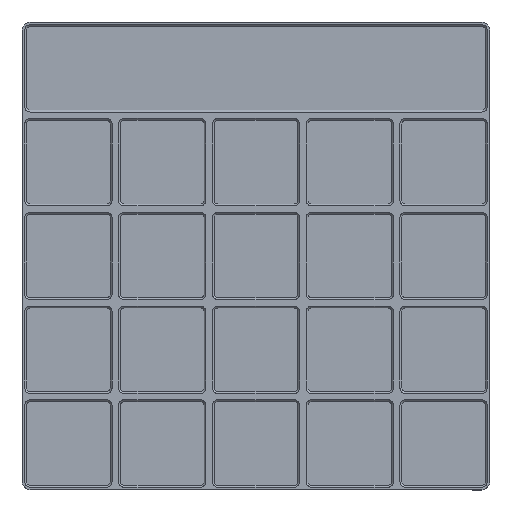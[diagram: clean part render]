
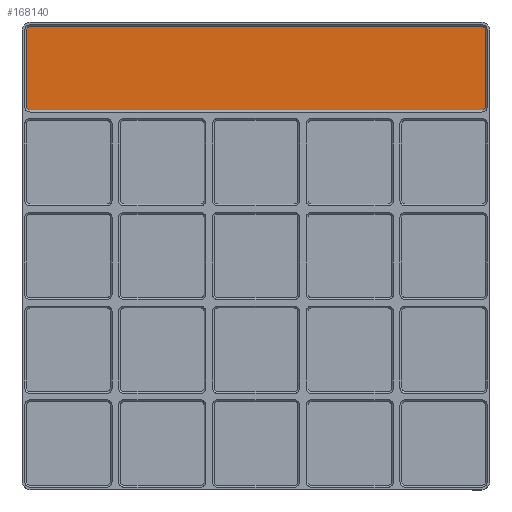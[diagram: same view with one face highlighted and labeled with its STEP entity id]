
A CAD part, top view. The second image highlights one B-rep face of the part: STEP entity #168140.
In plain terms, the highlighted planar face has unit normal (0, 0, 1).
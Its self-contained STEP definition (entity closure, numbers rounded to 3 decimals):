
#30750=CARTESIAN_POINT('',(291.75,289.,7.));
#30760=DIRECTION('',(0.,-1.,0.));
#30770=VECTOR('',#30760,1.);
#30780=LINE('',#30750,#30770);
#30790=CARTESIAN_POINT('',(291.75,290.15,7.));
#30800=VERTEX_POINT('',#30790);
#30810=CARTESIAN_POINT('',(291.75,255.85,7.));
#30820=VERTEX_POINT('',#30810);
#30830=EDGE_CURVE('',#30800,#30820,#30780,.T.);
#44710=CARTESIAN_POINT('',(290.15,291.75,7.));
#44720=VERTEX_POINT('',#44710);
#44750=CARTESIAN_POINT('',(257.,291.75,7.));
#44760=DIRECTION('',(1.,0.,0.));
#44770=VECTOR('',#44760,1.);
#44780=LINE('',#44750,#44770);
#44790=CARTESIAN_POINT('',(87.85,291.75,7.));
#44800=VERTEX_POINT('',#44790);
#44810=EDGE_CURVE('',#44800,#44720,#44780,.T.);
#45880=CARTESIAN_POINT('',(290.15,290.15,7.));
#45890=DIRECTION('',(0.,0.,-1.));
#45900=DIRECTION('',(-1.,0.,0.));
#45910=AXIS2_PLACEMENT_3D('',#45880,#45890,#45900);
#45920=CIRCLE('',#45910,1.6);
#45930=EDGE_CURVE('',#44720,#30800,#45920,.T.);
#46170=CARTESIAN_POINT('',(290.15,254.25,7.));
#46180=VERTEX_POINT('',#46170);
#46210=CARTESIAN_POINT('',(290.15,255.85,7.));
#46220=DIRECTION('',(0.,0.,-1.));
#46230=DIRECTION('',(-1.,0.,0.));
#46240=AXIS2_PLACEMENT_3D('',#46210,#46220,#46230);
#46250=CIRCLE('',#46240,1.6);
#46260=EDGE_CURVE('',#30820,#46180,#46250,.T.);
#167710=CARTESIAN_POINT('',(105.,273.,7.));
#167720=DIRECTION('',(0.,0.,1.));
#167730=DIRECTION('',(1.,0.,0.));
#167740=AXIS2_PLACEMENT_3D('',#167710,#167720,#167730);
#167750=PLANE('',#167740);
#167760=CARTESIAN_POINT('',(87.85,290.15,7.));
#167770=DIRECTION('',(0.,0.,-1.));
#167780=DIRECTION('',(-1.,0.,0.));
#167790=AXIS2_PLACEMENT_3D('',#167760,#167770,#167780);
#167800=CIRCLE('',#167790,1.6);
#167810=CARTESIAN_POINT('',(86.25,290.15,7.));
#167820=VERTEX_POINT('',#167810);
#167830=EDGE_CURVE('',#167820,#44800,#167800,.T.);
#167840=ORIENTED_EDGE('',*,*,#167830,.F.);
#167850=ORIENTED_EDGE('',*,*,#44810,.F.);
#167860=ORIENTED_EDGE('',*,*,#45930,.F.);
#167870=ORIENTED_EDGE('',*,*,#30830,.F.);
#167880=ORIENTED_EDGE('',*,*,#46260,.F.);
#167890=CARTESIAN_POINT('',(121.,254.25,7.));
#167900=DIRECTION('',(-1.,0.,0.));
#167910=VECTOR('',#167900,1.);
#167920=LINE('',#167890,#167910);
#167930=CARTESIAN_POINT('',(87.85,254.25,7.));
#167940=VERTEX_POINT('',#167930);
#167950=EDGE_CURVE('',#46180,#167940,#167920,.T.);
#167960=ORIENTED_EDGE('',*,*,#167950,.F.);
#167970=CARTESIAN_POINT('',(87.85,255.85,7.));
#167980=DIRECTION('',(0.,0.,-1.));
#167990=DIRECTION('',(-1.,0.,0.));
#168000=AXIS2_PLACEMENT_3D('',#167970,#167980,#167990);
#168010=CIRCLE('',#168000,1.6);
#168020=CARTESIAN_POINT('',(86.25,255.85,7.));
#168030=VERTEX_POINT('',#168020);
#168040=EDGE_CURVE('',#167940,#168030,#168010,.T.);
#168050=ORIENTED_EDGE('',*,*,#168040,.F.);
#168060=CARTESIAN_POINT('',(86.25,257.,7.));
#168070=DIRECTION('',(0.,1.,0.));
#168080=VECTOR('',#168070,1.);
#168090=LINE('',#168060,#168080);
#168100=EDGE_CURVE('',#168030,#167820,#168090,.T.);
#168110=ORIENTED_EDGE('',*,*,#168100,.F.);
#168120=EDGE_LOOP('',(#168110,#168050,#167960,#167880,#167870,#167860,
#167850,#167840));
#168130=FACE_OUTER_BOUND('',#168120,.T.);
#168140=ADVANCED_FACE('',(#168130),#167750,.T.);
